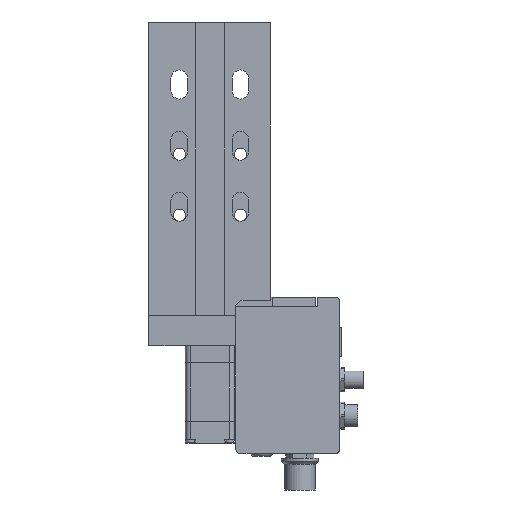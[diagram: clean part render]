
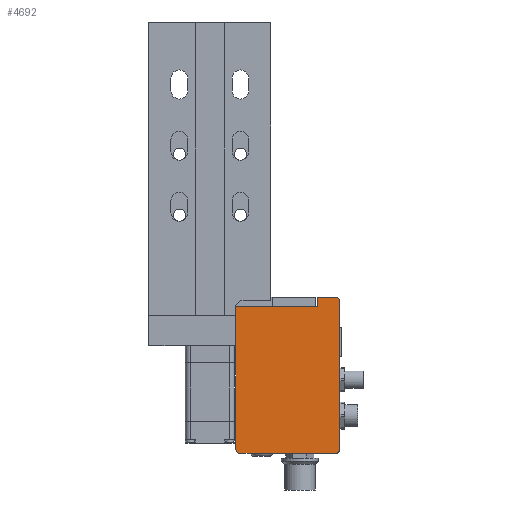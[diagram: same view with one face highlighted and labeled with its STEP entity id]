
A CAD part, front view. The second image highlights one B-rep face of the part: STEP entity #4692.
In plain terms, the highlighted planar face has unit normal (0, -1, 0).
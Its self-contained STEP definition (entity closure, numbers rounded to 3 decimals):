
#102 = CARTESIAN_POINT ( 'NONE',  ( 0., -10.1, 0. ) ) ;
#170 = EDGE_CURVE ( 'NONE', #1523, #11189, #9698, .T. ) ;
#291 = ORIENTED_EDGE ( 'NONE', *, *, #14401, .T. ) ;
#334 = CARTESIAN_POINT ( 'NONE',  ( 10.6, -10.1, 15.9 ) ) ;
#479 = ORIENTED_EDGE ( 'NONE', *, *, #1273, .F. ) ;
#688 = CIRCLE ( 'NONE', #1988, 1.7 ) ;
#766 = VERTEX_POINT ( 'NONE', #6525 ) ;
#1024 = CARTESIAN_POINT ( 'NONE',  ( 10.6, -10.1, -44.1 ) ) ;
#1273 = EDGE_CURVE ( 'NONE', #766, #6721, #15805, .T. ) ;
#1282 = CARTESIAN_POINT ( 'NONE',  ( 10.6, -10.1, 15.9 ) ) ;
#1516 = DIRECTION ( 'NONE',  ( 1., 0., 0. ) ) ;
#1523 = VERTEX_POINT ( 'NONE', #3995 ) ;
#1561 = ORIENTED_EDGE ( 'NONE', *, *, #9796, .F. ) ;
#1562 = EDGE_CURVE ( 'NONE', #7230, #6721, #688, .T. ) ;
#1767 = ORIENTED_EDGE ( 'NONE', *, *, #5547, .F. ) ;
#1988 = AXIS2_PLACEMENT_3D ( 'NONE', #11597, #13980, #14054 ) ;
#2045 = ORIENTED_EDGE ( 'NONE', *, *, #3505, .F. ) ;
#2056 = VECTOR ( 'NONE', #10543, 1000. ) ;
#2262 = AXIS2_PLACEMENT_3D ( 'NONE', #12480, #10002, #5963 ) ;
#2404 = FACE_OUTER_BOUND ( 'NONE', #4872, .T. ) ;
#2562 = DIRECTION ( 'NONE',  ( 0., 0., 1. ) ) ;
#2833 = AXIS2_PLACEMENT_3D ( 'NONE', #102, #16241, #2562 ) ;
#3117 = AXIS2_PLACEMENT_3D ( 'NONE', #4289, #7935, #10476 ) ;
#3505 = EDGE_CURVE ( 'NONE', #7230, #11929, #12304, .T. ) ;
#3854 = CARTESIAN_POINT ( 'NONE',  ( 43.85, -10.1, 15.9 ) ) ;
#3995 = CARTESIAN_POINT ( 'NONE',  ( 43.85, -10.1, 19.9 ) ) ;
#4088 = EDGE_CURVE ( 'NONE', #6301, #9434, #4562, .T. ) ;
#4289 = CARTESIAN_POINT ( 'NONE',  ( 51.55, -10.1, -42.4 ) ) ;
#4511 = CARTESIAN_POINT ( 'NONE',  ( 53.25, -10.1, -44.1 ) ) ;
#4562 = LINE ( 'NONE', #5820, #12403 ) ;
#4692 = ADVANCED_FACE ( 'NONE', ( #2404 ), #7688, .F. ) ;
#4833 = ORIENTED_EDGE ( 'NONE', *, *, #4088, .F. ) ;
#4872 = EDGE_LOOP ( 'NONE', ( #2045, #16296, #479, #9040, #4833, #291, #7074, #1561, #1767 ) ) ;
#4893 = EDGE_CURVE ( 'NONE', #766, #9434, #15213, .T. ) ;
#4928 = CARTESIAN_POINT ( 'NONE',  ( 43.85, -10.1, 15.9 ) ) ;
#5547 = EDGE_CURVE ( 'NONE', #11929, #6381, #12660, .T. ) ;
#5574 = CARTESIAN_POINT ( 'NONE',  ( 53.25, -10.1, -42.4 ) ) ;
#5820 = CARTESIAN_POINT ( 'NONE',  ( 53.25, -10.1, 19.9 ) ) ;
#5963 = DIRECTION ( 'NONE',  ( 0., 0., 1. ) ) ;
#6042 = DIRECTION ( 'NONE',  ( 0., 0., 1. ) ) ;
#6301 = VERTEX_POINT ( 'NONE', #7103 ) ;
#6381 = VERTEX_POINT ( 'NONE', #3854 ) ;
#6525 = CARTESIAN_POINT ( 'NONE',  ( 51.55, -10.1, -44.1 ) ) ;
#6721 = VERTEX_POINT ( 'NONE', #13986 ) ;
#7074 = ORIENTED_EDGE ( 'NONE', *, *, #170, .F. ) ;
#7103 = CARTESIAN_POINT ( 'NONE',  ( 53.25, -10.1, 18.2 ) ) ;
#7230 = VERTEX_POINT ( 'NONE', #7855 ) ;
#7688 = PLANE ( 'NONE',  #2833 ) ;
#7855 = CARTESIAN_POINT ( 'NONE',  ( 10.6, -10.1, -42.4 ) ) ;
#7935 = DIRECTION ( 'NONE',  ( 0., -1., 0. ) ) ;
#8585 = CIRCLE ( 'NONE', #2262, 1.7 ) ;
#9040 = ORIENTED_EDGE ( 'NONE', *, *, #4893, .T. ) ;
#9434 = VERTEX_POINT ( 'NONE', #5574 ) ;
#9520 = VECTOR ( 'NONE', #6042, 1000. ) ;
#9616 = CARTESIAN_POINT ( 'NONE',  ( 43.85, -10.1, 19.9 ) ) ;
#9698 = LINE ( 'NONE', #9616, #14528 ) ;
#9796 = EDGE_CURVE ( 'NONE', #6381, #1523, #15586, .T. ) ;
#10002 = DIRECTION ( 'NONE',  ( 0., -1., 0. ) ) ;
#10476 = DIRECTION ( 'NONE',  ( 0., 0., 1. ) ) ;
#10543 = DIRECTION ( 'NONE',  ( -1., 0., 0. ) ) ;
#10762 = DIRECTION ( 'NONE',  ( 0., 0., -1. ) ) ;
#11189 = VERTEX_POINT ( 'NONE', #15093 ) ;
#11597 = CARTESIAN_POINT ( 'NONE',  ( 12.3, -10.1, -42.4 ) ) ;
#11929 = VERTEX_POINT ( 'NONE', #334 ) ;
#12304 = LINE ( 'NONE', #1024, #9520 ) ;
#12403 = VECTOR ( 'NONE', #10762, 1000. ) ;
#12480 = CARTESIAN_POINT ( 'NONE',  ( 51.55, -10.1, 18.2 ) ) ;
#12660 = LINE ( 'NONE', #1282, #13401 ) ;
#13347 = DIRECTION ( 'NONE',  ( 0., 0., 1. ) ) ;
#13401 = VECTOR ( 'NONE', #1516, 1000. ) ;
#13980 = DIRECTION ( 'NONE',  ( 0., -1., 0. ) ) ;
#13986 = CARTESIAN_POINT ( 'NONE',  ( 12.3, -10.1, -44.1 ) ) ;
#14054 = DIRECTION ( 'NONE',  ( 0., 0., 1. ) ) ;
#14231 = VECTOR ( 'NONE', #13347, 1000. ) ;
#14401 = EDGE_CURVE ( 'NONE', #6301, #11189, #8585, .T. ) ;
#14528 = VECTOR ( 'NONE', #16035, 1000. ) ;
#15093 = CARTESIAN_POINT ( 'NONE',  ( 51.55, -10.1, 19.9 ) ) ;
#15213 = CIRCLE ( 'NONE', #3117, 1.7 ) ;
#15586 = LINE ( 'NONE', #4928, #14231 ) ;
#15805 = LINE ( 'NONE', #4511, #2056 ) ;
#16035 = DIRECTION ( 'NONE',  ( 1., 0., 0. ) ) ;
#16241 = DIRECTION ( 'NONE',  ( 0., 1., 0. ) ) ;
#16296 = ORIENTED_EDGE ( 'NONE', *, *, #1562, .T. ) ;
